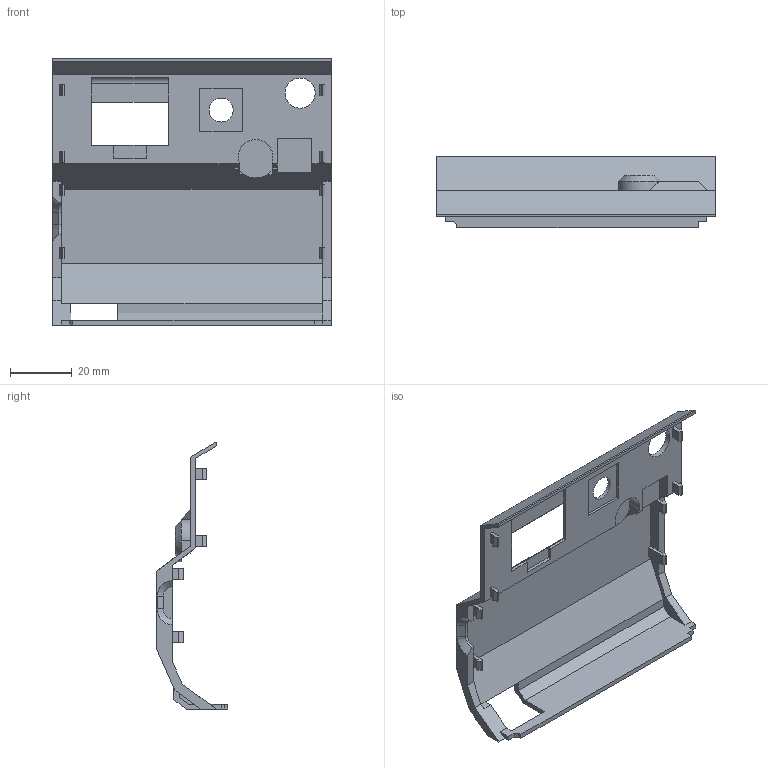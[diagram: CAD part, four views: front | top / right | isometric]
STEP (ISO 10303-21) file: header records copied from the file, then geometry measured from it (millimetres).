
FILE_DESCRIPTION(/* description */ (''),/* implementation_level */ '2;1');
FILE_NAME(/* name */ 'glowworm-case-lid-V1.stp',/* time_stamp */ '2025-12-19T22:42:42Z',/* author */ ('iwheard'),/* organization */ (''),/* preprocessor_version */ 'ST-DEVELOPER v20',/* originating_system */ 'Autodesk Inventor 2024',/* authorisation */ '');
FILE_SCHEMA (('AUTOMOTIVE_DESIGN { 1 0 10303 214 3 1 1 }'));
Length unit declared in the file: millimetre
Products named in the file (1): glowworm-CAD
Bounding box: 90.15 x 23.1 x 86.15 mm (x, y, z)
Volume: 15251.6 mm3; surface area: 20401 mm2
Topology: 1 solids, 1 shells, 410 faces, 1135 edges, 750 vertices
Faces by surface type: plane 252, bspline 139, cylinder 16, cone 3
Full cylindrical faces by diameter (mm): 7.76 x1, 9.754 x1
Entity records: 13838 total; most frequent: CARTESIAN_POINT 4105, ORIENTED_EDGE 2270, DIRECTION 1441, EDGE_CURVE 1135, LINE 811, VECTOR 811, VERTEX_POINT 749, EDGE_LOOP 440
